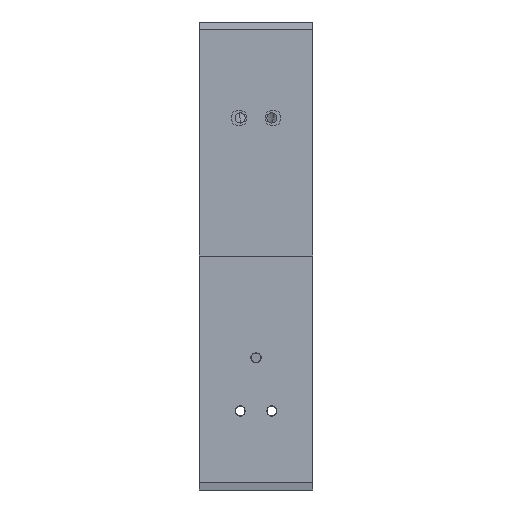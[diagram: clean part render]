
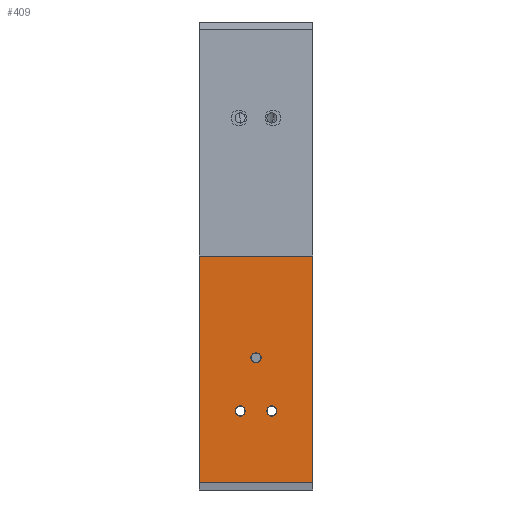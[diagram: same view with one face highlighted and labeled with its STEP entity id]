
A CAD part, front view. The second image highlights one B-rep face of the part: STEP entity #409.
In plain terms, the highlighted planar face has unit normal (0, -1, 0).
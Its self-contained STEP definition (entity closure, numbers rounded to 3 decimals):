
#192=FACE_BOUND('',#1068,.T.);
#193=FACE_BOUND('',#1069,.T.);
#194=FACE_BOUND('',#1070,.T.);
#409=ADVANCED_FACE('',(#724,#192,#193,#194),#5194,.T.);
#724=FACE_OUTER_BOUND('',#1067,.T.);
#1067=EDGE_LOOP('',(#2157,#2158,#2159,#2160));
#1068=EDGE_LOOP('',(#2161,#2162));
#1069=EDGE_LOOP('',(#2163,#2164));
#1070=EDGE_LOOP('',(#2165,#2166));
#2157=ORIENTED_EDGE('',*,*,#3217,.F.);
#2158=ORIENTED_EDGE('',*,*,#3218,.F.);
#2159=ORIENTED_EDGE('',*,*,#3219,.F.);
#2160=ORIENTED_EDGE('',*,*,#3215,.T.);
#2161=ORIENTED_EDGE('',*,*,#3238,.F.);
#2162=ORIENTED_EDGE('',*,*,#3228,.F.);
#2163=ORIENTED_EDGE('',*,*,#3235,.F.);
#2164=ORIENTED_EDGE('',*,*,#3225,.F.);
#2165=ORIENTED_EDGE('',*,*,#3241,.F.);
#2166=ORIENTED_EDGE('',*,*,#3231,.F.);
#3215=EDGE_CURVE('',#4765,#4764,#3823,.T.);
#3217=EDGE_CURVE('',#4769,#4764,#3825,.T.);
#3218=EDGE_CURVE('',#4770,#4769,#3826,.T.);
#3219=EDGE_CURVE('',#4765,#4770,#3827,.T.);
#3225=EDGE_CURVE('',#4768,#4776,#4148,.T.);
#3228=EDGE_CURVE('',#4767,#4778,#4150,.T.);
#3231=EDGE_CURVE('',#4766,#4780,#4152,.T.);
#3235=EDGE_CURVE('',#4776,#4768,#4154,.T.);
#3238=EDGE_CURVE('',#4778,#4767,#4156,.T.);
#3241=EDGE_CURVE('',#4780,#4766,#4158,.T.);
#3823=B_SPLINE_CURVE_WITH_KNOTS('',1,(#10741,#10742),.UNSPECIFIED.,.F.,
 .F.,(2,2),(-50.,0.),.UNSPECIFIED.);
#3825=B_SPLINE_CURVE_WITH_KNOTS('',1,(#10745,#10746),.UNSPECIFIED.,.F.,
 .F.,(2,2),(-100.,0.),.UNSPECIFIED.);
#3826=B_SPLINE_CURVE_WITH_KNOTS('',1,(#10747,#10748),.UNSPECIFIED.,.F.,
 .F.,(2,2),(-50.,0.),.UNSPECIFIED.);
#3827=B_SPLINE_CURVE_WITH_KNOTS('',1,(#10749,#10750),.UNSPECIFIED.,.F.,
 .F.,(2,2),(-100.,0.),.UNSPECIFIED.);
#4148=TRIMMED_CURVE($,#4380,(#10762),(#10763),.T.,.CARTESIAN.);
#4150=TRIMMED_CURVE($,#4382,(#10770),(#10771),.T.,.CARTESIAN.);
#4152=TRIMMED_CURVE($,#4384,(#10778),(#10779),.T.,.CARTESIAN.);
#4154=TRIMMED_CURVE($,#4386,(#10788),(#10789),.T.,.CARTESIAN.);
#4156=TRIMMED_CURVE($,#4388,(#10796),(#10797),.T.,.CARTESIAN.);
#4158=TRIMMED_CURVE($,#4390,(#10804),(#10805),.T.,.CARTESIAN.);
#4380=CIRCLE('',#6915,2.25);
#4382=CIRCLE('',#6917,2.25);
#4384=CIRCLE('',#6919,2.25);
#4386=CIRCLE('',#6921,2.25);
#4388=CIRCLE('',#6923,2.25);
#4390=CIRCLE('',#6925,2.25);
#4764=VERTEX_POINT('',#10695);
#4765=VERTEX_POINT('',#10696);
#4766=VERTEX_POINT('',#10697);
#4767=VERTEX_POINT('',#10698);
#4768=VERTEX_POINT('',#10699);
#4769=VERTEX_POINT('',#10700);
#4770=VERTEX_POINT('',#10701);
#4776=VERTEX_POINT('',#10707);
#4778=VERTEX_POINT('',#10709);
#4780=VERTEX_POINT('',#10711);
#5194=PLANE('',#6904);
#6904=AXIS2_PLACEMENT_3D('',#10674,#7615,$);
#6915=AXIS2_PLACEMENT_3D($,#10761,#7626,#7627);
#6917=AXIS2_PLACEMENT_3D($,#10769,#7630,#7631);
#6919=AXIS2_PLACEMENT_3D($,#10777,#7634,#7635);
#6921=AXIS2_PLACEMENT_3D($,#10787,#7638,#7639);
#6923=AXIS2_PLACEMENT_3D($,#10795,#7642,#7643);
#6925=AXIS2_PLACEMENT_3D($,#10803,#7646,#7647);
#7615=DIRECTION('',(0.,-1.,0.));
#7626=DIRECTION('',(0.,-1.,0.));
#7627=DIRECTION('',(-1.,0.,0.));
#7630=DIRECTION('',(0.,-1.,0.));
#7631=DIRECTION('',(-1.,0.,0.));
#7634=DIRECTION('',(0.,-1.,0.));
#7635=DIRECTION('',(-1.,0.,0.));
#7638=DIRECTION('',(0.,-1.,0.));
#7639=DIRECTION('',(1.,0.,0.));
#7642=DIRECTION('',(0.,-1.,0.));
#7643=DIRECTION('',(1.,0.,0.));
#7646=DIRECTION('',(0.,-1.,0.));
#7647=DIRECTION('',(1.,0.,0.));
#10674=CARTESIAN_POINT('',(60.,-2.5,-30.));
#10695=CARTESIAN_POINT('',(-50.,-2.5,-25.));
#10696=CARTESIAN_POINT('',(-50.,-2.5,25.));
#10697=CARTESIAN_POINT('',(2.75,-2.5,0.));
#10698=CARTESIAN_POINT('',(-20.75,-2.5,-7.));
#10699=CARTESIAN_POINT('',(-20.75,-2.5,7.));
#10700=CARTESIAN_POINT('',(50.,-2.5,-25.));
#10701=CARTESIAN_POINT('',(50.,-2.5,25.));
#10707=CARTESIAN_POINT('',(-16.25,-2.5,7.));
#10709=CARTESIAN_POINT('',(-16.25,-2.5,-7.));
#10711=CARTESIAN_POINT('',(7.25,-2.5,0.));
#10741=CARTESIAN_POINT('',(-50.,-2.5,25.));
#10742=CARTESIAN_POINT('',(-50.,-2.5,-25.));
#10745=CARTESIAN_POINT('',(50.,-2.5,-25.));
#10746=CARTESIAN_POINT('',(-50.,-2.5,-25.));
#10747=CARTESIAN_POINT('',(50.,-2.5,25.));
#10748=CARTESIAN_POINT('',(50.,-2.5,-25.));
#10749=CARTESIAN_POINT('',(-50.,-2.5,25.));
#10750=CARTESIAN_POINT('',(50.,-2.5,25.));
#10761=CARTESIAN_POINT('',(-18.5,-2.5,7.));
#10762=CARTESIAN_POINT('',(-20.75,-2.5,7.));
#10763=CARTESIAN_POINT('',(-16.25,-2.5,7.));
#10769=CARTESIAN_POINT('',(-18.5,-2.5,-7.));
#10770=CARTESIAN_POINT('',(-20.75,-2.5,-7.));
#10771=CARTESIAN_POINT('',(-16.25,-2.5,-7.));
#10777=CARTESIAN_POINT('',(5.,-2.5,0.));
#10778=CARTESIAN_POINT('',(2.75,-2.5,0.));
#10779=CARTESIAN_POINT('',(7.25,-2.5,0.));
#10787=CARTESIAN_POINT('',(-18.5,-2.5,7.));
#10788=CARTESIAN_POINT('',(-16.25,-2.5,7.));
#10789=CARTESIAN_POINT('',(-20.75,-2.5,7.));
#10795=CARTESIAN_POINT('',(-18.5,-2.5,-7.));
#10796=CARTESIAN_POINT('',(-16.25,-2.5,-7.));
#10797=CARTESIAN_POINT('',(-20.75,-2.5,-7.));
#10803=CARTESIAN_POINT('',(5.,-2.5,0.));
#10804=CARTESIAN_POINT('',(7.25,-2.5,0.));
#10805=CARTESIAN_POINT('',(2.75,-2.5,0.));
